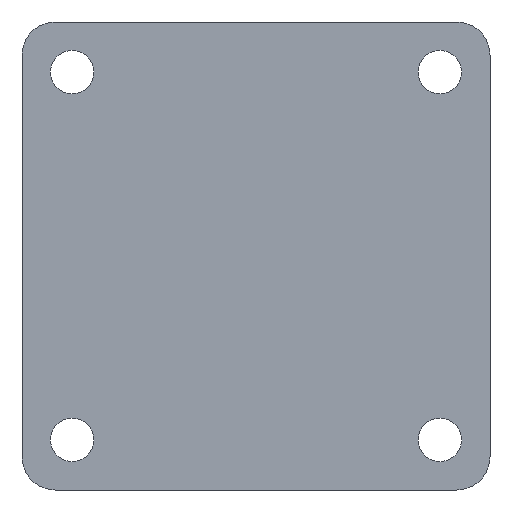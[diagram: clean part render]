
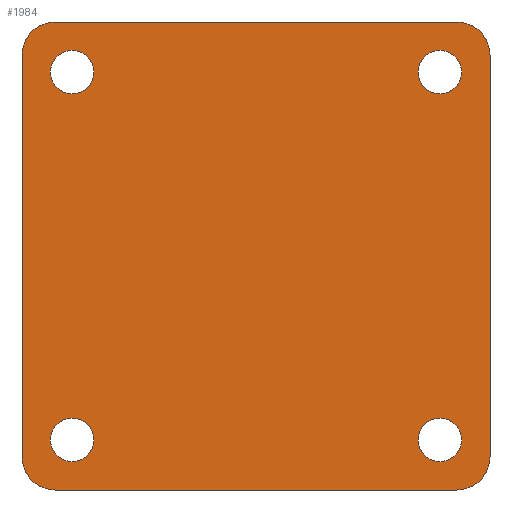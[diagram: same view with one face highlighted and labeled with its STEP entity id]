
A CAD part, front view. The second image highlights one B-rep face of the part: STEP entity #1984.
In plain terms, the highlighted planar face has unit normal (0, -1, 0).
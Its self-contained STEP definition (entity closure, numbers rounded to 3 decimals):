
#14 = PLANE ( 'NONE',  #698 ) ;
#94 = CARTESIAN_POINT ( 'NONE',  ( 60., 0., 70. ) ) ;
#146 = CARTESIAN_POINT ( 'NONE',  ( 55., 0., -48.5 ) ) ;
#182 = CARTESIAN_POINT ( 'NONE',  ( -55., 0., -61.5 ) ) ;
#187 = DIRECTION ( 'NONE',  ( 0., 0., 1. ) ) ;
#214 = AXIS2_PLACEMENT_3D ( 'NONE', #1811, #527, #2036 ) ;
#235 = ORIENTED_EDGE ( 'NONE', *, *, #1775, .F. ) ;
#250 = CARTESIAN_POINT ( 'NONE',  ( -55., 0., 55. ) ) ;
#258 = AXIS2_PLACEMENT_3D ( 'NONE', #548, #752, #1418 ) ;
#273 = VERTEX_POINT ( 'NONE', #2483 ) ;
#281 = DIRECTION ( 'NONE',  ( 0., -1., 0. ) ) ;
#336 = VERTEX_POINT ( 'NONE', #1896 ) ;
#338 = CARTESIAN_POINT ( 'NONE',  ( -60., 0., -70. ) ) ;
#355 = CIRCLE ( 'NONE', #1975, 10. ) ;
#386 = DIRECTION ( 'NONE',  ( 0., 1., 0. ) ) ;
#450 = DIRECTION ( 'NONE',  ( 0., 1., 0. ) ) ;
#490 = DIRECTION ( 'NONE',  ( -1., 0., 0. ) ) ;
#492 = ORIENTED_EDGE ( 'NONE', *, *, #2848, .F. ) ;
#508 = EDGE_LOOP ( 'NONE', ( #2520, #2310 ) ) ;
#527 = DIRECTION ( 'NONE',  ( 0., -1., 0. ) ) ;
#533 = EDGE_CURVE ( 'NONE', #1409, #1570, #2486, .T. ) ;
#538 = DIRECTION ( 'NONE',  ( 0., 0., -1. ) ) ;
#548 = CARTESIAN_POINT ( 'NONE',  ( -55., 0., -55. ) ) ;
#569 = CARTESIAN_POINT ( 'NONE',  ( 60., 0., -60. ) ) ;
#613 = CARTESIAN_POINT ( 'NONE',  ( 55., 0., 55. ) ) ;
#698 = AXIS2_PLACEMENT_3D ( 'NONE', #2190, #1539, #1772 ) ;
#738 = VERTEX_POINT ( 'NONE', #928 ) ;
#752 = DIRECTION ( 'NONE',  ( 0., 1., 0. ) ) ;
#787 = CARTESIAN_POINT ( 'NONE',  ( 55., 0., -55. ) ) ;
#795 = ORIENTED_EDGE ( 'NONE', *, *, #1265, .T. ) ;
#796 = CARTESIAN_POINT ( 'NONE',  ( 55., 0., -61.5 ) ) ;
#806 = FACE_BOUND ( 'NONE', #979, .T. ) ;
#821 = CIRCLE ( 'NONE', #1000, 10. ) ;
#823 = CARTESIAN_POINT ( 'NONE',  ( 70., 0., 70. ) ) ;
#874 = CIRCLE ( 'NONE', #258, 6.5 ) ;
#888 = DIRECTION ( 'NONE',  ( 0., 0., -1. ) ) ;
#895 = DIRECTION ( 'NONE',  ( 0., -1., 0. ) ) ;
#910 = EDGE_LOOP ( 'NONE', ( #1914, #2366 ) ) ;
#928 = CARTESIAN_POINT ( 'NONE',  ( -55., 0., -48.5 ) ) ;
#932 = LINE ( 'NONE', #2063, #2209 ) ;
#951 = DIRECTION ( 'NONE',  ( 0., -1., 0. ) ) ;
#962 = VECTOR ( 'NONE', #490, 1000. ) ;
#970 = AXIS2_PLACEMENT_3D ( 'NONE', #2590, #2175, #187 ) ;
#979 = EDGE_LOOP ( 'NONE', ( #1893, #1242 ) ) ;
#980 = CARTESIAN_POINT ( 'NONE',  ( 55., 0., 61.5 ) ) ;
#1000 = AXIS2_PLACEMENT_3D ( 'NONE', #569, #951, #538 ) ;
#1011 = CARTESIAN_POINT ( 'NONE',  ( -55., 0., 48.5 ) ) ;
#1022 = DIRECTION ( 'NONE',  ( 0., 0., 1. ) ) ;
#1045 = AXIS2_PLACEMENT_3D ( 'NONE', #1760, #2661, #1989 ) ;
#1048 = CARTESIAN_POINT ( 'NONE',  ( -60., 0., 70. ) ) ;
#1056 = VERTEX_POINT ( 'NONE', #182 ) ;
#1062 = CARTESIAN_POINT ( 'NONE',  ( -60., 0., -60. ) ) ;
#1084 = VERTEX_POINT ( 'NONE', #338 ) ;
#1109 = LINE ( 'NONE', #1804, #2252 ) ;
#1116 = DIRECTION ( 'NONE',  ( 0., 0., -1. ) ) ;
#1120 = DIRECTION ( 'NONE',  ( 0., 0., 1. ) ) ;
#1182 = CARTESIAN_POINT ( 'NONE',  ( -60., 0., 60. ) ) ;
#1242 = ORIENTED_EDGE ( 'NONE', *, *, #2731, .T. ) ;
#1249 = EDGE_CURVE ( 'NONE', #1056, #738, #2806, .T. ) ;
#1265 = EDGE_CURVE ( 'NONE', #1403, #2124, #2162, .T. ) ;
#1274 = CIRCLE ( 'NONE', #1700, 6.5 ) ;
#1286 = EDGE_CURVE ( 'NONE', #336, #1666, #1109, .T. ) ;
#1322 = DIRECTION ( 'NONE',  ( 1., 0., 0. ) ) ;
#1325 = VECTOR ( 'NONE', #2131, 1000. ) ;
#1347 = VERTEX_POINT ( 'NONE', #980 ) ;
#1354 = EDGE_CURVE ( 'NONE', #738, #1056, #874, .T. ) ;
#1371 = ORIENTED_EDGE ( 'NONE', *, *, #1428, .F. ) ;
#1382 = EDGE_LOOP ( 'NONE', ( #795, #2103 ) ) ;
#1389 = EDGE_LOOP ( 'NONE', ( #1371, #2743, #492, #2241, #2130, #2825, #235, #2330 ) ) ;
#1402 = CARTESIAN_POINT ( 'NONE',  ( -55., 0., 61.5 ) ) ;
#1403 = VERTEX_POINT ( 'NONE', #1402 ) ;
#1409 = VERTEX_POINT ( 'NONE', #796 ) ;
#1418 = DIRECTION ( 'NONE',  ( 0., 0., 1. ) ) ;
#1428 = EDGE_CURVE ( 'NONE', #2462, #2763, #2594, .T. ) ;
#1515 = DIRECTION ( 'NONE',  ( 0., 0., 1. ) ) ;
#1527 = EDGE_CURVE ( 'NONE', #1347, #2705, #2525, .T. ) ;
#1534 = VERTEX_POINT ( 'NONE', #1048 ) ;
#1539 = DIRECTION ( 'NONE',  ( 0., -1., 0. ) ) ;
#1562 = AXIS2_PLACEMENT_3D ( 'NONE', #2367, #386, #2381 ) ;
#1570 = VERTEX_POINT ( 'NONE', #146 ) ;
#1642 = CIRCLE ( 'NONE', #1045, 6.5 ) ;
#1666 = VERTEX_POINT ( 'NONE', #1785 ) ;
#1700 = AXIS2_PLACEMENT_3D ( 'NONE', #613, #1962, #1022 ) ;
#1760 = CARTESIAN_POINT ( 'NONE',  ( -55., 0., 55. ) ) ;
#1765 = DIRECTION ( 'NONE',  ( 0., 1., 0. ) ) ;
#1772 = DIRECTION ( 'NONE',  ( 0., 0., -1. ) ) ;
#1775 = EDGE_CURVE ( 'NONE', #273, #1084, #2308, .T. ) ;
#1778 = CARTESIAN_POINT ( 'NONE',  ( -55., 0., -55. ) ) ;
#1785 = CARTESIAN_POINT ( 'NONE',  ( -70., 0., 60. ) ) ;
#1804 = CARTESIAN_POINT ( 'NONE',  ( -70., 0., 70. ) ) ;
#1811 = CARTESIAN_POINT ( 'NONE',  ( 60., 0., 60. ) ) ;
#1893 = ORIENTED_EDGE ( 'NONE', *, *, #1527, .T. ) ;
#1896 = CARTESIAN_POINT ( 'NONE',  ( -70., 0., -60. ) ) ;
#1914 = ORIENTED_EDGE ( 'NONE', *, *, #2198, .T. ) ;
#1962 = DIRECTION ( 'NONE',  ( 0., 1., 0. ) ) ;
#1975 = AXIS2_PLACEMENT_3D ( 'NONE', #1182, #281, #888 ) ;
#1984 = ADVANCED_FACE ( 'NONE', ( #2742, #2777, #806, #2559, #2351 ), #14, .T. ) ;
#1989 = DIRECTION ( 'NONE',  ( 0., 0., 1. ) ) ;
#2009 = DIRECTION ( 'NONE',  ( 0., 1., 0. ) ) ;
#2013 = AXIS2_PLACEMENT_3D ( 'NONE', #787, #2009, #2317 ) ;
#2027 = EDGE_CURVE ( 'NONE', #336, #1084, #2518, .T. ) ;
#2036 = DIRECTION ( 'NONE',  ( 0., 0., -1. ) ) ;
#2050 = CIRCLE ( 'NONE', #2013, 6.5 ) ;
#2057 = CIRCLE ( 'NONE', #214, 10. ) ;
#2062 = EDGE_CURVE ( 'NONE', #2124, #1403, #1642, .T. ) ;
#2063 = CARTESIAN_POINT ( 'NONE',  ( -70., 0., 70. ) ) ;
#2064 = CARTESIAN_POINT ( 'NONE',  ( -70., 0., -70. ) ) ;
#2103 = ORIENTED_EDGE ( 'NONE', *, *, #2062, .T. ) ;
#2124 = VERTEX_POINT ( 'NONE', #1011 ) ;
#2130 = ORIENTED_EDGE ( 'NONE', *, *, #1286, .F. ) ;
#2131 = DIRECTION ( 'NONE',  ( 0., 0., -1. ) ) ;
#2134 = CARTESIAN_POINT ( 'NONE',  ( 55., 0., 48.5 ) ) ;
#2162 = CIRCLE ( 'NONE', #2754, 6.5 ) ;
#2175 = DIRECTION ( 'NONE',  ( 0., 1., 0. ) ) ;
#2190 = CARTESIAN_POINT ( 'NONE',  ( 0., 0., 0. ) ) ;
#2198 = EDGE_CURVE ( 'NONE', #1570, #1409, #2050, .T. ) ;
#2209 = VECTOR ( 'NONE', #1322, 1000. ) ;
#2241 = ORIENTED_EDGE ( 'NONE', *, *, #2831, .T. ) ;
#2242 = EDGE_CURVE ( 'NONE', #273, #2763, #821, .T. ) ;
#2252 = VECTOR ( 'NONE', #1515, 1000. ) ;
#2308 = LINE ( 'NONE', #2064, #962 ) ;
#2310 = ORIENTED_EDGE ( 'NONE', *, *, #1249, .T. ) ;
#2317 = DIRECTION ( 'NONE',  ( 0., 0., 1. ) ) ;
#2330 = ORIENTED_EDGE ( 'NONE', *, *, #2242, .T. ) ;
#2351 = FACE_OUTER_BOUND ( 'NONE', #1389, .T. ) ;
#2366 = ORIENTED_EDGE ( 'NONE', *, *, #533, .T. ) ;
#2367 = CARTESIAN_POINT ( 'NONE',  ( 55., 0., 55. ) ) ;
#2370 = CARTESIAN_POINT ( 'NONE',  ( 70., 0., -60. ) ) ;
#2381 = DIRECTION ( 'NONE',  ( 0., 0., 1. ) ) ;
#2396 = AXIS2_PLACEMENT_3D ( 'NONE', #1778, #1765, #1120 ) ;
#2462 = VERTEX_POINT ( 'NONE', #2682 ) ;
#2483 = CARTESIAN_POINT ( 'NONE',  ( 60., 0., -70. ) ) ;
#2486 = CIRCLE ( 'NONE', #970, 6.5 ) ;
#2518 = CIRCLE ( 'NONE', #2620, 10. ) ;
#2520 = ORIENTED_EDGE ( 'NONE', *, *, #1354, .T. ) ;
#2525 = CIRCLE ( 'NONE', #1562, 6.5 ) ;
#2559 = FACE_BOUND ( 'NONE', #508, .T. ) ;
#2590 = CARTESIAN_POINT ( 'NONE',  ( 55., 0., -55. ) ) ;
#2594 = LINE ( 'NONE', #823, #1325 ) ;
#2620 = AXIS2_PLACEMENT_3D ( 'NONE', #1062, #895, #1116 ) ;
#2641 = VERTEX_POINT ( 'NONE', #94 ) ;
#2661 = DIRECTION ( 'NONE',  ( 0., 1., 0. ) ) ;
#2671 = DIRECTION ( 'NONE',  ( 0., 0., 1. ) ) ;
#2682 = CARTESIAN_POINT ( 'NONE',  ( 70., 0., 60. ) ) ;
#2705 = VERTEX_POINT ( 'NONE', #2134 ) ;
#2731 = EDGE_CURVE ( 'NONE', #2705, #1347, #1274, .T. ) ;
#2742 = FACE_BOUND ( 'NONE', #1382, .T. ) ;
#2743 = ORIENTED_EDGE ( 'NONE', *, *, #2813, .T. ) ;
#2754 = AXIS2_PLACEMENT_3D ( 'NONE', #250, #450, #2671 ) ;
#2763 = VERTEX_POINT ( 'NONE', #2370 ) ;
#2777 = FACE_BOUND ( 'NONE', #910, .T. ) ;
#2806 = CIRCLE ( 'NONE', #2396, 6.5 ) ;
#2813 = EDGE_CURVE ( 'NONE', #2462, #2641, #2057, .T. ) ;
#2825 = ORIENTED_EDGE ( 'NONE', *, *, #2027, .T. ) ;
#2831 = EDGE_CURVE ( 'NONE', #1534, #1666, #355, .T. ) ;
#2848 = EDGE_CURVE ( 'NONE', #1534, #2641, #932, .T. ) ;
